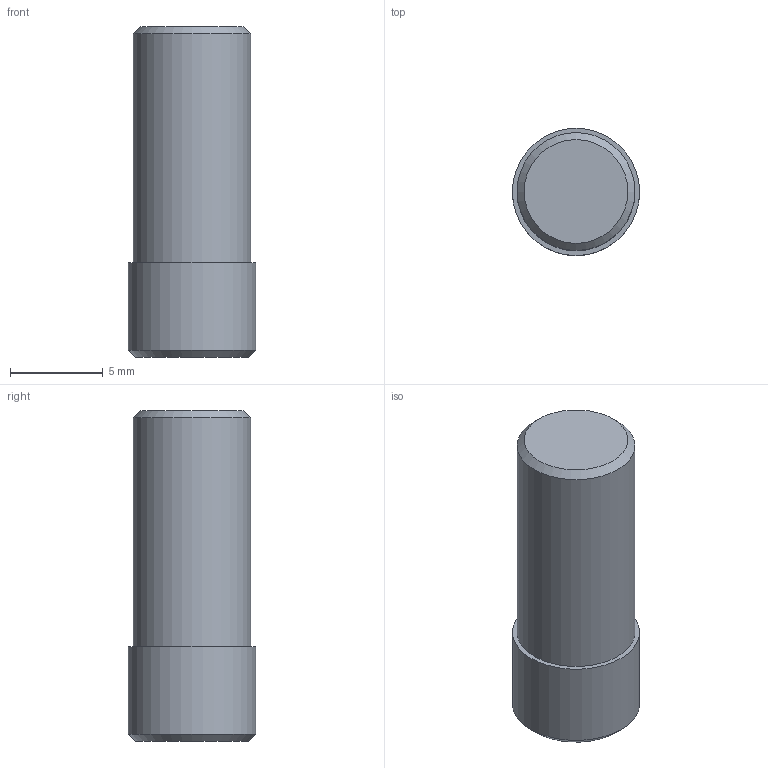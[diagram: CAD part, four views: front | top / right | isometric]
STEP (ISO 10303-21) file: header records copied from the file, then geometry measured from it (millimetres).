
FILE_DESCRIPTION(/* description */ (''),/* implementation_level */ '2;1');
FILE_NAME(/* name */ 'BUSS-STUD-250X50.ipt.step',/* time_stamp */ '2014-01-07T11:05:01-08:00',/* author */ ('Autodesk'),/* organization */ (''),/* preprocessor_version */ 'ST-DEVELOPER v15.2',/* originating_system */ 'Autodesk Inventor 2014',/* authorisation */ '');
FILE_SCHEMA (('AUTOMOTIVE_DESIGN { 1 0 10303 214 3 1 1 }'));
Length unit declared in the file: inch
Products named in the file (1): BUSS-STUD-250X50
Bounding box: 6.86 x 6.86 x 17.78 mm (x, y, z)
Volume: 587 mm3; surface area: 427 mm2
Topology: 1 solids, 1 shells, 7 faces, 10 edges, 6 vertices
Faces by surface type: plane 3, cone 2, cylinder 2
Full cylindrical faces by diameter (mm): 6.35 x1, 6.858 x1
Entity records: 157 total; most frequent: DIRECTION 28, CARTESIAN_POINT 20, AXIS2_PLACEMENT_3D 14, EDGE_LOOP 12, ORIENTED_EDGE 12, ADVANCED_FACE 7, FACE_BOUND 6, FACE_OUTER_BOUND 6
